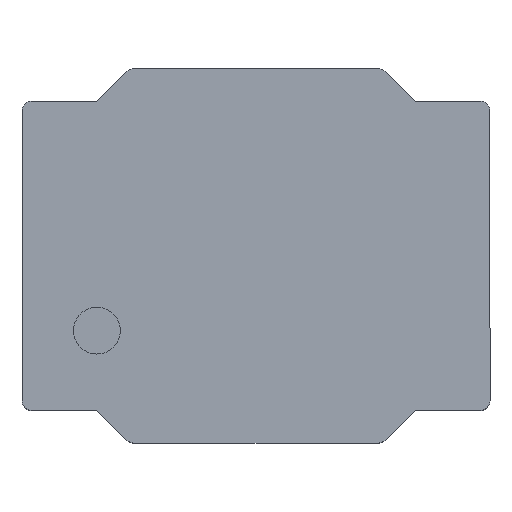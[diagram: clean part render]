
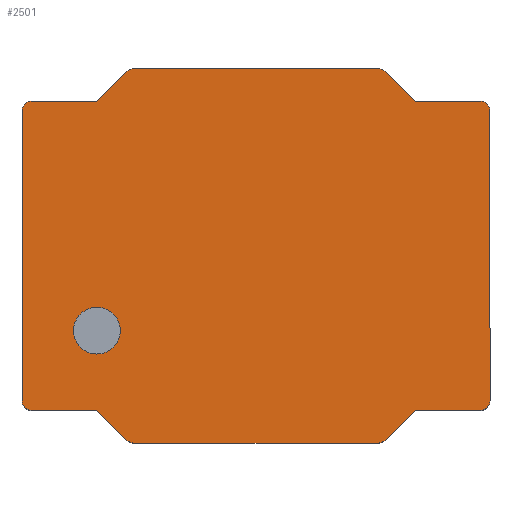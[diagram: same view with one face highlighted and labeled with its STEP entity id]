
A CAD part, top view. The second image highlights one B-rep face of the part: STEP entity #2501.
In plain terms, the highlighted planar face has unit normal (0, 0, 1).
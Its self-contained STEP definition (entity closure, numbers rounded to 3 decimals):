
#225=LINE('',#3463,#405);
#226=LINE('',#3465,#406);
#230=LINE('',#3475,#410);
#233=LINE('',#3483,#413);
#234=LINE('',#3485,#414);
#238=LINE('',#3495,#418);
#241=LINE('',#3503,#421);
#242=LINE('',#3505,#422);
#246=LINE('',#3515,#426);
#249=LINE('',#3523,#429);
#250=LINE('',#3525,#430);
#253=LINE('',#3533,#433);
#405=VECTOR('',#2966,1000.);
#406=VECTOR('',#2969,1000.);
#410=VECTOR('',#2979,1000.);
#413=VECTOR('',#2988,1000.);
#414=VECTOR('',#2991,1000.);
#418=VECTOR('',#3001,1000.);
#421=VECTOR('',#3010,1000.);
#422=VECTOR('',#3013,1000.);
#426=VECTOR('',#3023,1000.);
#429=VECTOR('',#3032,1000.);
#430=VECTOR('',#3035,1000.);
#433=VECTOR('',#3044,1000.);
#786=ORIENTED_EDGE('',*,*,#1212,.T.);
#787=ORIENTED_EDGE('',*,*,#1204,.F.);
#788=ORIENTED_EDGE('',*,*,#1206,.F.);
#789=ORIENTED_EDGE('',*,*,#1207,.F.);
#790=ORIENTED_EDGE('',*,*,#1210,.F.);
#791=ORIENTED_EDGE('',*,*,#1211,.F.);
#792=ORIENTED_EDGE('',*,*,#1173,.F.);
#793=ORIENTED_EDGE('',*,*,#1176,.F.);
#794=ORIENTED_EDGE('',*,*,#1177,.F.);
#795=ORIENTED_EDGE('',*,*,#1180,.F.);
#796=ORIENTED_EDGE('',*,*,#1182,.F.);
#797=ORIENTED_EDGE('',*,*,#1184,.F.);
#798=ORIENTED_EDGE('',*,*,#1186,.F.);
#799=ORIENTED_EDGE('',*,*,#1187,.F.);
#800=ORIENTED_EDGE('',*,*,#1190,.F.);
#801=ORIENTED_EDGE('',*,*,#1192,.F.);
#802=ORIENTED_EDGE('',*,*,#1194,.F.);
#803=ORIENTED_EDGE('',*,*,#1196,.F.);
#804=ORIENTED_EDGE('',*,*,#1197,.F.);
#805=ORIENTED_EDGE('',*,*,#1200,.F.);
#806=ORIENTED_EDGE('',*,*,#1202,.F.);
#1173=EDGE_CURVE('',#1418,#1419,#1559,.F.);
#1176=EDGE_CURVE('',#1420,#1418,#225,.T.);
#1177=EDGE_CURVE('',#1421,#1420,#226,.T.);
#1180=EDGE_CURVE('',#1422,#1421,#1560,.F.);
#1182=EDGE_CURVE('',#1423,#1422,#230,.T.);
#1184=EDGE_CURVE('',#1424,#1423,#1561,.F.);
#1186=EDGE_CURVE('',#1425,#1424,#233,.T.);
#1187=EDGE_CURVE('',#1426,#1425,#234,.T.);
#1190=EDGE_CURVE('',#1427,#1426,#1562,.F.);
#1192=EDGE_CURVE('',#1428,#1427,#238,.T.);
#1194=EDGE_CURVE('',#1429,#1428,#1563,.F.);
#1196=EDGE_CURVE('',#1430,#1429,#241,.T.);
#1197=EDGE_CURVE('',#1431,#1430,#242,.T.);
#1200=EDGE_CURVE('',#1432,#1431,#1564,.F.);
#1202=EDGE_CURVE('',#1433,#1432,#246,.T.);
#1204=EDGE_CURVE('',#1434,#1433,#1565,.F.);
#1206=EDGE_CURVE('',#1435,#1434,#249,.T.);
#1207=EDGE_CURVE('',#1436,#1435,#250,.T.);
#1210=EDGE_CURVE('',#1437,#1436,#1566,.F.);
#1211=EDGE_CURVE('',#1419,#1437,#253,.T.);
#1212=EDGE_CURVE('',#1438,#1438,#1567,.F.);
#1418=VERTEX_POINT('',#3456);
#1419=VERTEX_POINT('',#3458);
#1420=VERTEX_POINT('',#3462);
#1421=VERTEX_POINT('',#3466);
#1422=VERTEX_POINT('',#3470);
#1423=VERTEX_POINT('',#3474);
#1424=VERTEX_POINT('',#3478);
#1425=VERTEX_POINT('',#3482);
#1426=VERTEX_POINT('',#3486);
#1427=VERTEX_POINT('',#3490);
#1428=VERTEX_POINT('',#3494);
#1429=VERTEX_POINT('',#3498);
#1430=VERTEX_POINT('',#3502);
#1431=VERTEX_POINT('',#3506);
#1432=VERTEX_POINT('',#3510);
#1433=VERTEX_POINT('',#3514);
#1434=VERTEX_POINT('',#3518);
#1435=VERTEX_POINT('',#3522);
#1436=VERTEX_POINT('',#3526);
#1437=VERTEX_POINT('',#3530);
#1438=VERTEX_POINT('',#3536);
#1559=CIRCLE('',#2648,0.05);
#1560=CIRCLE('',#2652,0.05);
#1561=CIRCLE('',#2655,0.05);
#1562=CIRCLE('',#2659,0.05);
#1563=CIRCLE('',#2662,0.05);
#1564=CIRCLE('',#2666,0.05);
#1565=CIRCLE('',#2669,0.05);
#1566=CIRCLE('',#2673,0.05);
#1567=CIRCLE('',#2676,0.125);
#1648=EDGE_LOOP('',(#786));
#1649=EDGE_LOOP('',(#787,#788,#789,#790,#791,#792,#793,#794,#795,#796,#797,
#798,#799,#800,#801,#802,#803,#804,#805,#806));
#1805=FACE_BOUND('',#1648,.T.);
#1806=FACE_BOUND('',#1649,.T.);
#1942=PLANE('',#2675);
#2501=ADVANCED_FACE('',(#1805,#1806),#1942,.T.);
#2648=AXIS2_PLACEMENT_3D('',#3457,#2960,#2961);
#2652=AXIS2_PLACEMENT_3D('',#3471,#2974,#2975);
#2655=AXIS2_PLACEMENT_3D('',#3479,#2983,#2984);
#2659=AXIS2_PLACEMENT_3D('',#3491,#2996,#2997);
#2662=AXIS2_PLACEMENT_3D('',#3499,#3005,#3006);
#2666=AXIS2_PLACEMENT_3D('',#3511,#3018,#3019);
#2669=AXIS2_PLACEMENT_3D('',#3519,#3027,#3028);
#2673=AXIS2_PLACEMENT_3D('',#3531,#3040,#3041);
#2675=AXIS2_PLACEMENT_3D('',#3534,#3045,#3046);
#2676=AXIS2_PLACEMENT_3D('',#3535,#3047,#3048);
#2960=DIRECTION('',(0.,0.,1.));
#2961=DIRECTION('',(1.,0.,0.));
#2966=DIRECTION('',(1.,0.,0.));
#2969=DIRECTION('',(0.707,-0.707,0.));
#2974=DIRECTION('',(0.,0.,1.));
#2975=DIRECTION('',(1.,0.,0.));
#2979=DIRECTION('',(1.,0.,0.));
#2983=DIRECTION('',(0.,0.,1.));
#2984=DIRECTION('',(1.,0.,0.));
#2988=DIRECTION('',(0.707,0.707,0.));
#2991=DIRECTION('',(1.,0.,0.));
#2996=DIRECTION('',(0.,0.,1.));
#2997=DIRECTION('',(1.,0.,0.));
#3001=DIRECTION('',(0.,1.,0.));
#3005=DIRECTION('',(0.,0.,1.));
#3006=DIRECTION('',(1.,0.,0.));
#3010=DIRECTION('',(-1.,0.,0.));
#3013=DIRECTION('',(-0.707,0.707,0.));
#3018=DIRECTION('',(0.,0.,1.));
#3019=DIRECTION('',(1.,0.,0.));
#3023=DIRECTION('',(-1.,0.,0.));
#3027=DIRECTION('',(0.,0.,1.));
#3028=DIRECTION('',(1.,0.,0.));
#3032=DIRECTION('',(-0.707,-0.707,0.));
#3035=DIRECTION('',(-1.,0.,0.));
#3040=DIRECTION('',(0.,0.,1.));
#3041=DIRECTION('',(1.,0.,0.));
#3044=DIRECTION('',(0.,-1.,0.));
#3045=DIRECTION('',(0.,0.,1.));
#3046=DIRECTION('',(1.,0.,0.));
#3047=DIRECTION('',(0.,0.,1.));
#3048=DIRECTION('',(1.,0.,0.));
#3456=CARTESIAN_POINT('',(1.2,0.825,0.595));
#3457=CARTESIAN_POINT('',(1.2,0.775,0.595));
#3458=CARTESIAN_POINT('',(1.25,0.775,0.595));
#3462=CARTESIAN_POINT('',(0.85,0.825,0.595));
#3463=CARTESIAN_POINT('',(1.2,0.825,0.595));
#3465=CARTESIAN_POINT('',(0.85,0.825,0.595));
#3466=CARTESIAN_POINT('',(0.69,0.985,0.595));
#3470=CARTESIAN_POINT('',(0.654,1.,0.595));
#3471=CARTESIAN_POINT('',(0.654,0.95,0.595));
#3474=CARTESIAN_POINT('',(-0.654,1.,0.595));
#3475=CARTESIAN_POINT('',(0.654,1.,0.595));
#3478=CARTESIAN_POINT('',(-0.69,0.985,0.595));
#3479=CARTESIAN_POINT('',(-0.654,0.95,0.595));
#3482=CARTESIAN_POINT('',(-0.85,0.825,0.595));
#3483=CARTESIAN_POINT('',(-0.69,0.985,0.595));
#3485=CARTESIAN_POINT('',(-1.2,0.825,0.595));
#3486=CARTESIAN_POINT('',(-1.2,0.825,0.595));
#3490=CARTESIAN_POINT('',(-1.25,0.775,0.595));
#3491=CARTESIAN_POINT('',(-1.2,0.775,0.595));
#3494=CARTESIAN_POINT('',(-1.25,-0.775,0.595));
#3495=CARTESIAN_POINT('',(-1.25,0.775,0.595));
#3498=CARTESIAN_POINT('',(-1.2,-0.825,0.595));
#3499=CARTESIAN_POINT('',(-1.2,-0.775,0.595));
#3502=CARTESIAN_POINT('',(-0.85,-0.825,0.595));
#3503=CARTESIAN_POINT('',(-1.2,-0.825,0.595));
#3505=CARTESIAN_POINT('',(-0.85,-0.825,0.595));
#3506=CARTESIAN_POINT('',(-0.69,-0.985,0.595));
#3510=CARTESIAN_POINT('',(-0.654,-1.,0.595));
#3511=CARTESIAN_POINT('',(-0.654,-0.95,0.595));
#3514=CARTESIAN_POINT('',(0.654,-1.,0.595));
#3515=CARTESIAN_POINT('',(-0.654,-1.,0.595));
#3518=CARTESIAN_POINT('',(0.69,-0.985,0.595));
#3519=CARTESIAN_POINT('',(0.654,-0.95,0.595));
#3522=CARTESIAN_POINT('',(0.85,-0.825,0.595));
#3523=CARTESIAN_POINT('',(0.69,-0.985,0.595));
#3525=CARTESIAN_POINT('',(0.85,-0.825,0.595));
#3526=CARTESIAN_POINT('',(1.2,-0.825,0.595));
#3530=CARTESIAN_POINT('',(1.25,-0.775,0.595));
#3531=CARTESIAN_POINT('',(1.2,-0.775,0.595));
#3533=CARTESIAN_POINT('',(1.25,-0.775,0.595));
#3534=CARTESIAN_POINT('',(-1.25,-1.,0.595));
#3535=CARTESIAN_POINT('',(0.85,0.4,0.595));
#3536=CARTESIAN_POINT('',(0.975,0.4,0.595));
